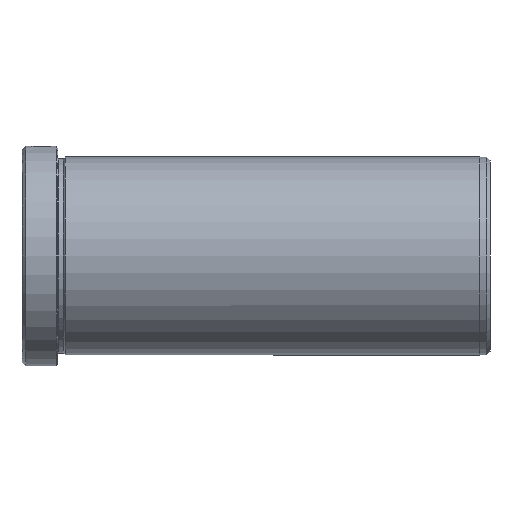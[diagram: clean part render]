
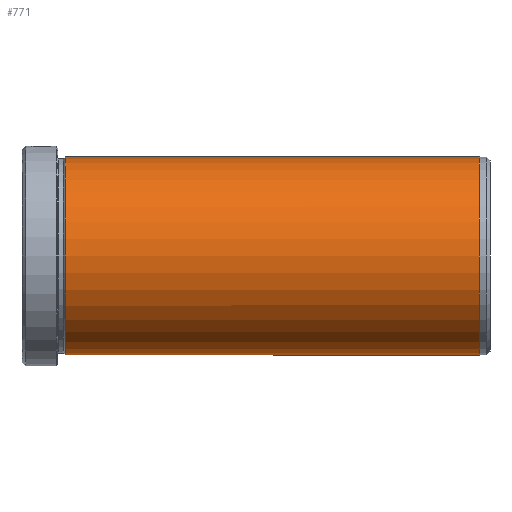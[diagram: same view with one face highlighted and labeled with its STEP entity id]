
A CAD part, left-side view. The second image highlights one B-rep face of the part: STEP entity #771.
In plain terms, the highlighted cylindrical face has radius 27.5 mm (diameter 55 mm), a partial arc.
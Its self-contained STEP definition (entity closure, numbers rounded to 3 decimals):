
#101 = ORIENTED_EDGE ( 'NONE', *, *, #281, .F. ) ;
#121 = DIRECTION ( 'NONE',  ( 0., 1., 0. ) ) ;
#229 = CARTESIAN_POINT ( 'NONE',  ( 0., -12., -27.5 ) ) ;
#238 = CARTESIAN_POINT ( 'NONE',  ( 0., -127., 27.5 ) ) ;
#281 = EDGE_CURVE ( 'NONE', #680, #1377, #799, .T. ) ;
#391 = DIRECTION ( 'NONE',  ( 0., 1., 0. ) ) ;
#410 = DIRECTION ( 'NONE',  ( 0., 0., 1. ) ) ;
#421 = EDGE_LOOP ( 'NONE', ( #101, #883, #1201, #1584 ) ) ;
#680 = VERTEX_POINT ( 'NONE', #722 ) ;
#722 = CARTESIAN_POINT ( 'NONE',  ( 0., -127., -27.5 ) ) ;
#742 = DIRECTION ( 'NONE',  ( 0., -1., 0. ) ) ;
#748 = CARTESIAN_POINT ( 'NONE',  ( 0., -12., 27.5 ) ) ;
#765 = EDGE_CURVE ( 'NONE', #1673, #1279, #1165, .T. ) ;
#771 = ADVANCED_FACE ( 'NONE', ( #1550 ), #1508, .T. ) ;
#796 = VECTOR ( 'NONE', #121, 1000. ) ;
#799 = LINE ( 'NONE', #1182, #1513 ) ;
#818 = AXIS2_PLACEMENT_3D ( 'NONE', #972, #1391, #410 ) ;
#863 = EDGE_CURVE ( 'NONE', #1673, #680, #1408, .T. ) ;
#883 = ORIENTED_EDGE ( 'NONE', *, *, #863, .F. ) ;
#972 = CARTESIAN_POINT ( 'NONE',  ( 0., 0., 0. ) ) ;
#1027 = CIRCLE ( 'NONE', #1323, 27.5 ) ;
#1165 = LINE ( 'NONE', #1542, #796 ) ;
#1182 = CARTESIAN_POINT ( 'NONE',  ( 0., 0., -27.5 ) ) ;
#1201 = ORIENTED_EDGE ( 'NONE', *, *, #765, .T. ) ;
#1233 = CARTESIAN_POINT ( 'NONE',  ( 0., -12., 0. ) ) ;
#1279 = VERTEX_POINT ( 'NONE', #748 ) ;
#1313 = DIRECTION ( 'NONE',  ( 0., 1., 0. ) ) ;
#1323 = AXIS2_PLACEMENT_3D ( 'NONE', #1233, #391, #1375 ) ;
#1375 = DIRECTION ( 'NONE',  ( 0., 0., 1. ) ) ;
#1377 = VERTEX_POINT ( 'NONE', #229 ) ;
#1391 = DIRECTION ( 'NONE',  ( 0., 1., 0. ) ) ;
#1408 = CIRCLE ( 'NONE', #1580, 27.5 ) ;
#1430 = EDGE_CURVE ( 'NONE', #1377, #1279, #1027, .T. ) ;
#1508 = CYLINDRICAL_SURFACE ( 'NONE', #818, 27.5 ) ;
#1513 = VECTOR ( 'NONE', #1313, 1000. ) ;
#1542 = CARTESIAN_POINT ( 'NONE',  ( 0., 0., 27.5 ) ) ;
#1550 = FACE_OUTER_BOUND ( 'NONE', #421, .T. ) ;
#1580 = AXIS2_PLACEMENT_3D ( 'NONE', #1594, #742, #1734 ) ;
#1584 = ORIENTED_EDGE ( 'NONE', *, *, #1430, .F. ) ;
#1594 = CARTESIAN_POINT ( 'NONE',  ( 0., -127., 0. ) ) ;
#1673 = VERTEX_POINT ( 'NONE', #238 ) ;
#1734 = DIRECTION ( 'NONE',  ( 0., 0., -1. ) ) ;
